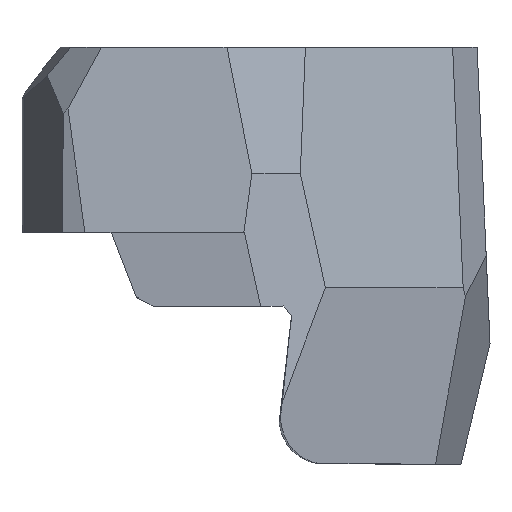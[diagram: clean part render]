
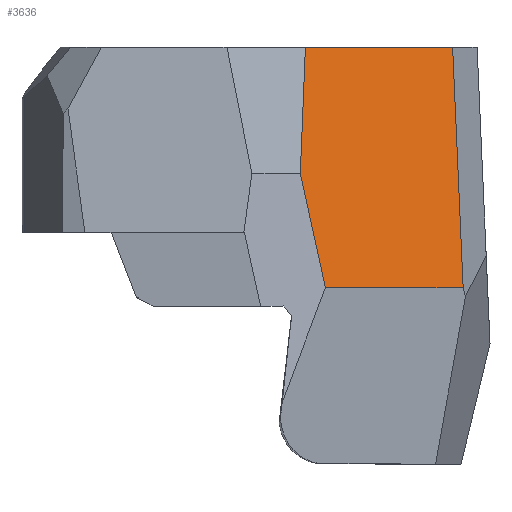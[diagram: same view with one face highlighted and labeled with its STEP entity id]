
A CAD part, top view. The second image highlights one B-rep face of the part: STEP entity #3636.
In plain terms, the highlighted planar face has unit normal (0.626, 0.07, 0.776).
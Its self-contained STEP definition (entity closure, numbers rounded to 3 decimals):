
#63 = ORIENTED_EDGE ( 'NONE', *, *, #2841, .T. ) ;
#80 = EDGE_CURVE ( 'NONE', #2411, #2600, #507, .T. ) ;
#221 = LINE ( 'NONE', #3048, #3543 ) ;
#507 = LINE ( 'NONE', #2513, #748 ) ;
#649 = DIRECTION ( 'NONE',  ( -0.04, -0.992, 0.121 ) ) ;
#714 = VERTEX_POINT ( 'NONE', #1852 ) ;
#720 = DIRECTION ( 'NONE',  ( 0.044, -0.998, 0.054 ) ) ;
#748 = VECTOR ( 'NONE', #720, 1000. ) ;
#927 = EDGE_CURVE ( 'NONE', #3388, #2600, #221, .T. ) ;
#1153 = FACE_OUTER_BOUND ( 'NONE', #2350, .T. ) ;
#1282 = DIRECTION ( 'NONE',  ( 0.214, -0.973, -0.085 ) ) ;
#1386 = CARTESIAN_POINT ( 'NONE',  ( 14.752, 42., 128.173 ) ) ;
#1392 = CARTESIAN_POINT ( 'NONE',  ( 14.752, 42., 128.173 ) ) ;
#1402 = ORIENTED_EDGE ( 'NONE', *, *, #2172, .F. ) ;
#1467 = VERTEX_POINT ( 'NONE', #1386 ) ;
#1493 = CARTESIAN_POINT ( 'NONE',  ( 16.868, 16.572, 128.751 ) ) ;
#1561 = LINE ( 'NONE', #4380, #4433 ) ;
#1742 = LINE ( 'NONE', #1392, #4555 ) ;
#1852 = CARTESIAN_POINT ( 'NONE',  ( 14.214, 28.649, 129.808 ) ) ;
#2149 = CARTESIAN_POINT ( 'NONE',  ( 30.315, 42., 115.616 ) ) ;
#2172 = EDGE_CURVE ( 'NONE', #1467, #2411, #1561, .T. ) ;
#2251 = EDGE_CURVE ( 'NONE', #714, #3388, #3793, .T. ) ;
#2350 = EDGE_LOOP ( 'NONE', ( #2846, #2700, #4606, #1402, #63 ) ) ;
#2371 = DIRECTION ( 'NONE',  ( 0.778, 0., -0.628 ) ) ;
#2411 = VERTEX_POINT ( 'NONE', #2149 ) ;
#2425 = DIRECTION ( 'NONE',  ( 0.626, 0.07, 0.776 ) ) ;
#2513 = CARTESIAN_POINT ( 'NONE',  ( 30.315, 42., 115.616 ) ) ;
#2600 = VERTEX_POINT ( 'NONE', #4066 ) ;
#2606 = AXIS2_PLACEMENT_3D ( 'NONE', #2878, #2425, #3507 ) ;
#2700 = ORIENTED_EDGE ( 'NONE', *, *, #927, .T. ) ;
#2740 = CARTESIAN_POINT ( 'NONE',  ( 14.214, 28.649, 129.808 ) ) ;
#2841 = EDGE_CURVE ( 'NONE', #1467, #714, #1742, .T. ) ;
#2846 = ORIENTED_EDGE ( 'NONE', *, *, #2251, .T. ) ;
#2878 = CARTESIAN_POINT ( 'NONE',  ( 30.586, 26.926, 116.751 ) ) ;
#3048 = CARTESIAN_POINT ( 'NONE',  ( 31.041, 16.572, 117.315 ) ) ;
#3388 = VERTEX_POINT ( 'NONE', #1493 ) ;
#3507 = DIRECTION ( 'NONE',  ( 0.778, 0., -0.628 ) ) ;
#3543 = VECTOR ( 'NONE', #2371, 1000. ) ;
#3636 = ADVANCED_FACE ( 'NONE', ( #1153 ), #4642, .T. ) ;
#3793 = LINE ( 'NONE', #2740, #4220 ) ;
#4066 = CARTESIAN_POINT ( 'NONE',  ( 31.425, 16.572, 117.005 ) ) ;
#4075 = DIRECTION ( 'NONE',  ( 0.778, 0., -0.628 ) ) ;
#4220 = VECTOR ( 'NONE', #1282, 1000. ) ;
#4380 = CARTESIAN_POINT ( 'NONE',  ( 14.752, 42., 128.173 ) ) ;
#4433 = VECTOR ( 'NONE', #4075, 1000. ) ;
#4555 = VECTOR ( 'NONE', #649, 1000. ) ;
#4606 = ORIENTED_EDGE ( 'NONE', *, *, #80, .F. ) ;
#4642 = PLANE ( 'NONE',  #2606 ) ;
